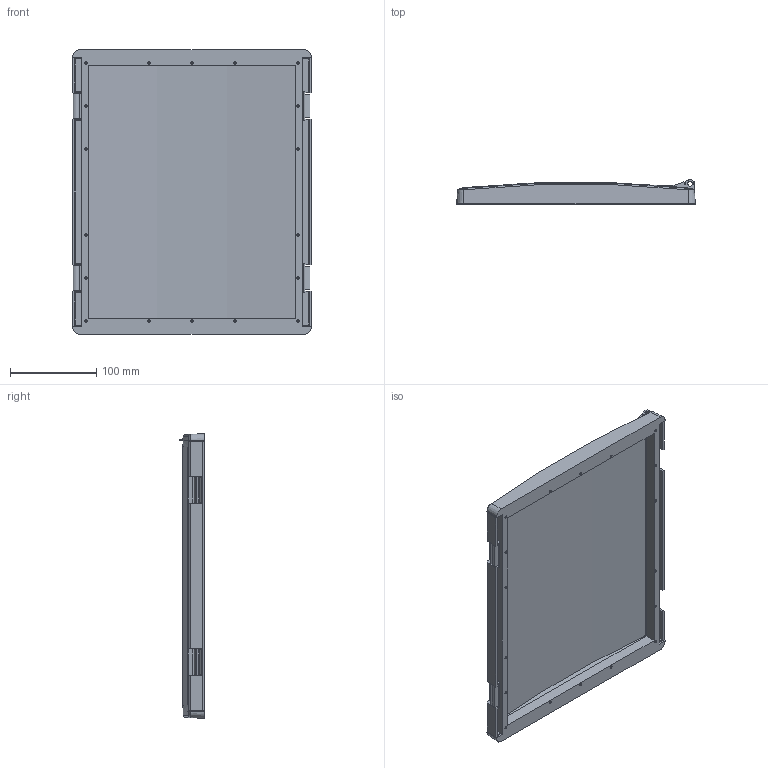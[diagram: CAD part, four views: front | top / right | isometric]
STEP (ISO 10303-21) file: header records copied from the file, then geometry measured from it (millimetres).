
FILE_DESCRIPTION (( 'STEP AP203' ), '1' );
FILE_NAME ('L43II_Default.step', '2025-08-29T17:56:21', ( 'Windows User' ), ( 'AUTOMATION DIRECT' ), 'SwSTEP 2.0', 'SolidWorks 2024', '' );
FILE_SCHEMA (( 'CONFIG_CONTROL_DESIGN' ));
Length unit declared in the file: inch
Products named in the file (1): L43II_Default
Bounding box: 277.1 x 28.11 x 330.9 mm (x, y, z)
Volume: 497344.1 mm3; surface area: 277217.1 mm2
Topology: 2 solids, 2 shells, 305 faces, 781 edges, 518 vertices
Faces by surface type: plane 179, cylinder 96, bspline 22, cone 8
Entity records: 10319 total; most frequent: CARTESIAN_POINT 2817, ORIENTED_EDGE 1562, DIRECTION 1480, EDGE_CURVE 781, VERTEX_POINT 518, LINE 502, VECTOR 502, AXIS2_PLACEMENT_3D 489
